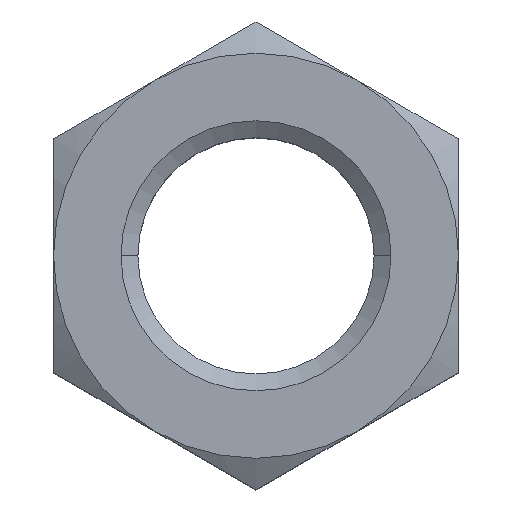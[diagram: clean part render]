
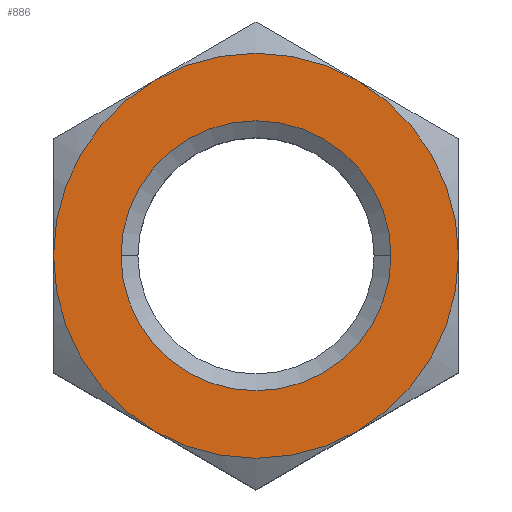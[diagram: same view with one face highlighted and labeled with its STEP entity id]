
A CAD part, top view. The second image highlights one B-rep face of the part: STEP entity #886.
In plain terms, the highlighted planar face has unit normal (0, 0, 1).
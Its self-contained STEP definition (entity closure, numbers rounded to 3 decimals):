
#5 = VERTEX_POINT ( 'NONE', #871 ) ;
#24 = CIRCLE ( 'NONE', #664, 18. ) ;
#33 = EDGE_LOOP ( 'NONE', ( #47, #58 ) ) ;
#39 = CARTESIAN_POINT ( 'NONE',  ( -18., 0., 0. ) ) ;
#46 = CARTESIAN_POINT ( 'NONE',  ( -9., 15.588, 0. ) ) ;
#47 = ORIENTED_EDGE ( 'NONE', *, *, #812, .F. ) ;
#56 = CARTESIAN_POINT ( 'NONE',  ( -9., -15.588, 0. ) ) ;
#58 = ORIENTED_EDGE ( 'NONE', *, *, #749, .F. ) ;
#62 = DIRECTION ( 'NONE',  ( 1., 0., 0. ) ) ;
#65 = DIRECTION ( 'NONE',  ( 0., 0., 1. ) ) ;
#69 = CARTESIAN_POINT ( 'NONE',  ( 9., -15.588, 0. ) ) ;
#72 = CARTESIAN_POINT ( 'NONE',  ( -36., 0., 0. ) ) ;
#80 = PLANE ( 'NONE',  #637 ) ;
#106 = FACE_BOUND ( 'NONE', #33, .T. ) ;
#170 = ORIENTED_EDGE ( 'NONE', *, *, #806, .T. ) ;
#278 = CIRCLE ( 'NONE', #667, 18. ) ;
#388 = CARTESIAN_POINT ( 'NONE',  ( -12., 0., 0. ) ) ;
#415 = VERTEX_POINT ( 'NONE', #388 ) ;
#419 = VERTEX_POINT ( 'NONE', #39 ) ;
#444 = DIRECTION ( 'NONE',  ( 1., 0., 0. ) ) ;
#448 = DIRECTION ( 'NONE',  ( 0., 0., 1. ) ) ;
#455 = CARTESIAN_POINT ( 'NONE',  ( 0., 0., 0. ) ) ;
#465 = DIRECTION ( 'NONE',  ( 1., 0., 0. ) ) ;
#467 = DIRECTION ( 'NONE',  ( 0., 0., 1. ) ) ;
#470 = CARTESIAN_POINT ( 'NONE',  ( 0., 0., 0. ) ) ;
#473 = CIRCLE ( 'NONE', #669, 18. ) ;
#477 = DIRECTION ( 'NONE',  ( 1., 0., 0. ) ) ;
#485 = DIRECTION ( 'NONE',  ( 0., 0., 1. ) ) ;
#487 = CARTESIAN_POINT ( 'NONE',  ( 0., 0., 0. ) ) ;
#490 = DIRECTION ( 'NONE',  ( 1., 0., 0. ) ) ;
#491 = DIRECTION ( 'NONE',  ( 0., 0., 1. ) ) ;
#498 = CARTESIAN_POINT ( 'NONE',  ( 0., 0., 0. ) ) ;
#505 = DIRECTION ( 'NONE',  ( 1., 0., 0. ) ) ;
#507 = DIRECTION ( 'NONE',  ( 0., 0., 1. ) ) ;
#509 = VERTEX_POINT ( 'NONE', #69 ) ;
#510 = CARTESIAN_POINT ( 'NONE',  ( 0., 0., 0. ) ) ;
#511 = DIRECTION ( 'NONE',  ( 1., 0., 0. ) ) ;
#512 = DIRECTION ( 'NONE',  ( 0., 0., 1. ) ) ;
#517 = CARTESIAN_POINT ( 'NONE',  ( 0., 0., 0. ) ) ;
#531 = DIRECTION ( 'NONE',  ( 1., 0., 0. ) ) ;
#536 = DIRECTION ( 'NONE',  ( 0., 0., 1. ) ) ;
#538 = CARTESIAN_POINT ( 'NONE',  ( 0., 0., 0. ) ) ;
#569 = CIRCLE ( 'NONE', #658, 12. ) ;
#580 = VERTEX_POINT ( 'NONE', #897 ) ;
#597 = ORIENTED_EDGE ( 'NONE', *, *, #803, .T. ) ;
#598 = CIRCLE ( 'NONE', #671, 18. ) ;
#612 = DIRECTION ( 'NONE',  ( 1., 0., 0. ) ) ;
#613 = CIRCLE ( 'NONE', #688, 12. ) ;
#617 = DIRECTION ( 'NONE',  ( 0., 0., 1. ) ) ;
#620 = CARTESIAN_POINT ( 'NONE',  ( 0., 0., 0. ) ) ;
#637 = AXIS2_PLACEMENT_3D ( 'NONE', #72, #65, #62 ) ;
#658 = AXIS2_PLACEMENT_3D ( 'NONE', #455, #448, #444 ) ;
#659 = AXIS2_PLACEMENT_3D ( 'NONE', #470, #467, #465 ) ;
#664 = AXIS2_PLACEMENT_3D ( 'NONE', #487, #485, #477 ) ;
#665 = VERTEX_POINT ( 'NONE', #817 ) ;
#667 = AXIS2_PLACEMENT_3D ( 'NONE', #498, #491, #490 ) ;
#669 = AXIS2_PLACEMENT_3D ( 'NONE', #510, #507, #505 ) ;
#671 = AXIS2_PLACEMENT_3D ( 'NONE', #517, #512, #511 ) ;
#673 = AXIS2_PLACEMENT_3D ( 'NONE', #538, #536, #531 ) ;
#688 = AXIS2_PLACEMENT_3D ( 'NONE', #620, #617, #612 ) ;
#737 = ORIENTED_EDGE ( 'NONE', *, *, #804, .T. ) ;
#749 = EDGE_CURVE ( 'NONE', #415, #5, #613, .T. ) ;
#789 = ORIENTED_EDGE ( 'NONE', *, *, #802, .T. ) ;
#791 = CIRCLE ( 'NONE', #659, 18. ) ;
#801 = EDGE_CURVE ( 'NONE', #509, #580, #826, .T. ) ;
#802 = EDGE_CURVE ( 'NONE', #580, #665, #598, .T. ) ;
#803 = EDGE_CURVE ( 'NONE', #665, #926, #473, .T. ) ;
#804 = EDGE_CURVE ( 'NONE', #926, #419, #278, .T. ) ;
#806 = EDGE_CURVE ( 'NONE', #419, #904, #24, .T. ) ;
#810 = EDGE_CURVE ( 'NONE', #904, #509, #791, .T. ) ;
#812 = EDGE_CURVE ( 'NONE', #5, #415, #569, .T. ) ;
#817 = CARTESIAN_POINT ( 'NONE',  ( 9., 15.588, 0. ) ) ;
#826 = CIRCLE ( 'NONE', #673, 18. ) ;
#871 = CARTESIAN_POINT ( 'NONE',  ( 12., 0., 0. ) ) ;
#879 = EDGE_LOOP ( 'NONE', ( #930, #789, #597, #737, #170, #935 ) ) ;
#886 = ADVANCED_FACE ( 'NONE', ( #916, #106 ), #80, .T. ) ;
#897 = CARTESIAN_POINT ( 'NONE',  ( 18., 0., 0. ) ) ;
#904 = VERTEX_POINT ( 'NONE', #56 ) ;
#916 = FACE_OUTER_BOUND ( 'NONE', #879, .T. ) ;
#926 = VERTEX_POINT ( 'NONE', #46 ) ;
#930 = ORIENTED_EDGE ( 'NONE', *, *, #801, .T. ) ;
#935 = ORIENTED_EDGE ( 'NONE', *, *, #810, .T. ) ;
